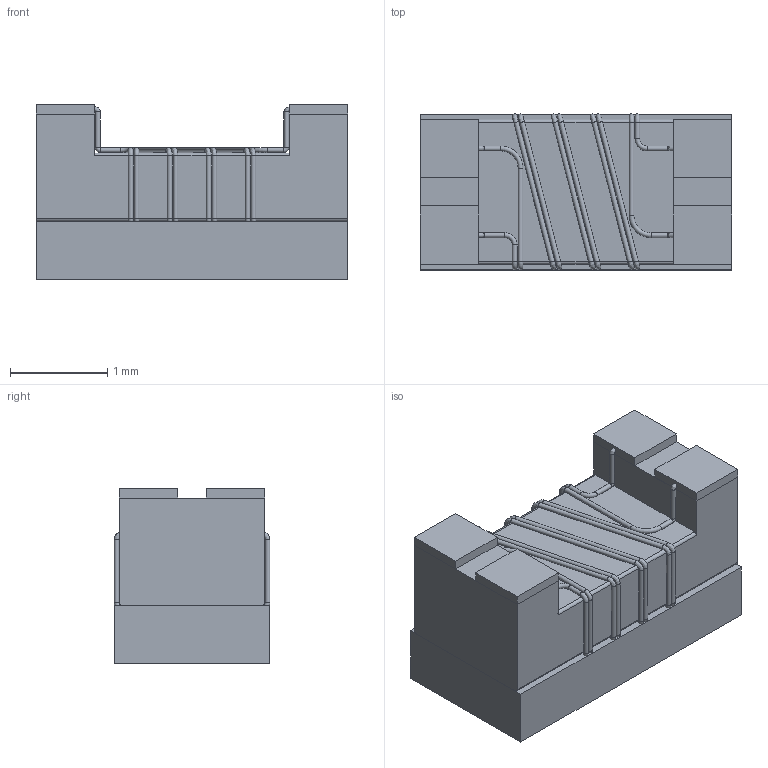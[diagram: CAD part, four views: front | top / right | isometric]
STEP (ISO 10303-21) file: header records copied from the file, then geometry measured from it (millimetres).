
FILE_DESCRIPTION( ( 'Unknown' ), '1' );
FILE_NAME( '744232xxx.stp', 'Unknown', ( 'Unknown' ), ( 'Unknown' ), 'PSStep 19.0.9', 'Unknown', ' ' );
FILE_SCHEMA( ( 'AUTOMOTIVE_DESIGN { 1 0 10303 214 1 1 1 1 }' ) );
Length unit declared in the file: millimetre
Products named in the file (6): Assem1; Gehäuse; Boden; Lötfläche
Assembly tree (8 placements, depth 2):
  Assem1
    Gehäuse
    Gehäuse
    Gehäuse
    Boden
    Lötfläche  x4
Bounding box: 3.2 x 1.6 x 1.8 mm (x, y, z)
Volume: 7.3 mm3; surface area: 45.5 mm2
Topology: 8 solids, 8 shells, 138 faces, 278 edges, 156 vertices
Faces by surface type: cylinder 50, plane 44, torus 32, bspline 12
Full cylindrical faces by diameter (mm): 0.05 x46
Entity records: 4794 total; most frequent: CARTESIAN_POINT 1577, DIRECTION 486, ORIENTED_EDGE 304, AXIS2_PLACEMENT_3D 217, FACE_OUTER_BOUND 210, EDGE_LOOP 210, EDGE_CURVE 152, VERTEX_POINT 132
